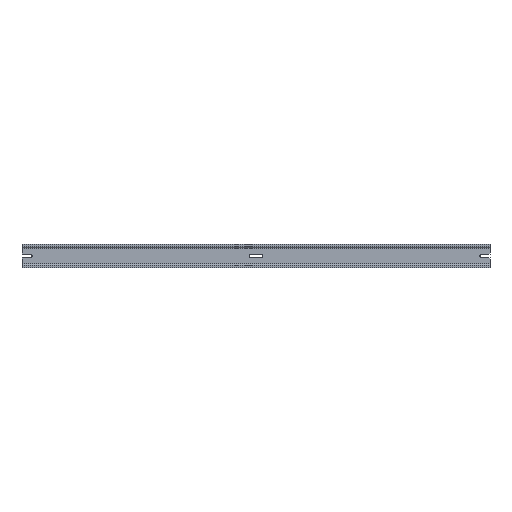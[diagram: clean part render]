
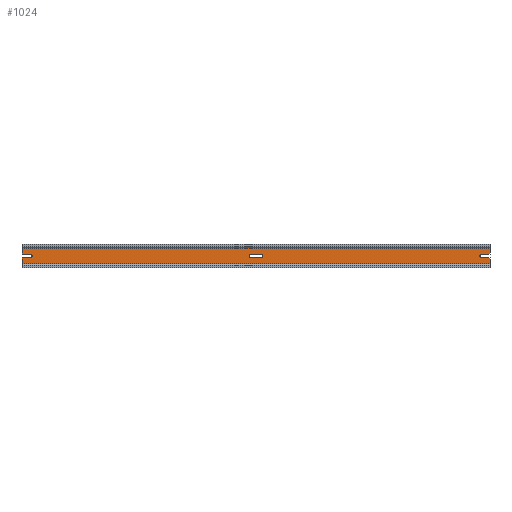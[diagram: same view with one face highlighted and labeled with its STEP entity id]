
A CAD part, top view. The second image highlights one B-rep face of the part: STEP entity #1024.
In plain terms, the highlighted planar face has unit normal (0, 0, 1).
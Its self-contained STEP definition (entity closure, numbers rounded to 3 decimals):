
#79=AXIS2_PLACEMENT_3D('Circle Axis2P3D',#77,#78,$) ;
#311=AXIS2_PLACEMENT_3D('Circle Axis2P3D',#309,#310,$) ;
#493=AXIS2_PLACEMENT_3D('Circle Axis2P3D',#491,#492,$) ;
#997=AXIS2_PLACEMENT_3D('Plane Axis2P3D',#994,#995,#996) ;
#1015=AXIS2_PLACEMENT_3D('Circle Axis2P3D',#1013,#1014,$) ;
#43=CARTESIAN_POINT('Vertex',(337.25,20.25,1.5)) ;
#57=CARTESIAN_POINT('Vertex',(351.75,20.25,1.5)) ;
#60=CARTESIAN_POINT('Line Origine',(344.5,20.25,1.5)) ;
#77=CARTESIAN_POINT('Axis2P3D Location',(351.75,17.5,1.5)) ;
#81=CARTESIAN_POINT('Vertex',(351.75,14.75,1.5)) ;
#119=CARTESIAN_POINT('Vertex',(337.25,14.75,1.5)) ;
#122=CARTESIAN_POINT('Line Origine',(344.5,14.75,1.5)) ;
#145=CARTESIAN_POINT('Vertex',(0.,20.25,1.5)) ;
#148=CARTESIAN_POINT('Line Origine',(0.,24.625,1.5)) ;
#152=CARTESIAN_POINT('Vertex',(0.,29.,1.5)) ;
#275=CARTESIAN_POINT('Vertex',(676.75,20.25,1.5)) ;
#289=CARTESIAN_POINT('Vertex',(689.,20.25,1.5)) ;
#292=CARTESIAN_POINT('Line Origine',(682.875,20.25,1.5)) ;
#309=CARTESIAN_POINT('Axis2P3D Location',(676.75,17.5,1.5)) ;
#313=CARTESIAN_POINT('Vertex',(676.75,14.75,1.5)) ;
#342=CARTESIAN_POINT('Line Origine',(682.875,14.75,1.5)) ;
#346=CARTESIAN_POINT('Vertex',(689.,14.75,1.5)) ;
#367=CARTESIAN_POINT('Vertex',(0.,14.75,1.5)) ;
#437=CARTESIAN_POINT('Vertex',(0.,6.,1.5)) ;
#440=CARTESIAN_POINT('Line Origine',(0.,10.375,1.5)) ;
#466=CARTESIAN_POINT('Vertex',(12.25,14.75,1.5)) ;
#474=CARTESIAN_POINT('Line Origine',(6.125,14.75,1.5)) ;
#491=CARTESIAN_POINT('Axis2P3D Location',(12.25,17.5,1.5)) ;
#495=CARTESIAN_POINT('Vertex',(12.25,20.25,1.5)) ;
#522=CARTESIAN_POINT('Line Origine',(6.125,20.25,1.5)) ;
#714=CARTESIAN_POINT('Line Origine',(344.5,6.,1.5)) ;
#718=CARTESIAN_POINT('Vertex',(689.,6.,1.5)) ;
#745=CARTESIAN_POINT('Line Origine',(344.5,29.,1.5)) ;
#749=CARTESIAN_POINT('Vertex',(689.,29.,1.5)) ;
#944=CARTESIAN_POINT('Line Origine',(689.,10.375,1.5)) ;
#974=CARTESIAN_POINT('Line Origine',(689.,24.625,1.5)) ;
#994=CARTESIAN_POINT('Axis2P3D Location',(0.,29.,1.5)) ;
#1013=CARTESIAN_POINT('Axis2P3D Location',(337.25,17.5,1.5)) ;
#61=DIRECTION('Vector Direction',(1.,0.,0.)) ;
#78=DIRECTION('Axis2P3D Direction',(0.,0.,1.)) ;
#123=DIRECTION('Vector Direction',(-1.,0.,0.)) ;
#149=DIRECTION('Vector Direction',(0.,-1.,0.)) ;
#293=DIRECTION('Vector Direction',(1.,0.,0.)) ;
#310=DIRECTION('Axis2P3D Direction',(0.,0.,1.)) ;
#343=DIRECTION('Vector Direction',(1.,0.,0.)) ;
#441=DIRECTION('Vector Direction',(0.,-1.,0.)) ;
#475=DIRECTION('Vector Direction',(-1.,0.,0.)) ;
#492=DIRECTION('Axis2P3D Direction',(0.,0.,1.)) ;
#523=DIRECTION('Vector Direction',(-1.,0.,0.)) ;
#715=DIRECTION('Vector Direction',(1.,0.,0.)) ;
#746=DIRECTION('Vector Direction',(1.,0.,0.)) ;
#945=DIRECTION('Vector Direction',(0.,-1.,0.)) ;
#975=DIRECTION('Vector Direction',(0.,-1.,0.)) ;
#995=DIRECTION('Axis2P3D Direction',(-0.,0.,1.)) ;
#996=DIRECTION('Axis2P3D XDirection',(0.,-1.,0.)) ;
#1014=DIRECTION('Axis2P3D Direction',(-0.,0.,1.)) ;
#62=VECTOR('Line Direction',#61,1.) ;
#124=VECTOR('Line Direction',#123,1.) ;
#150=VECTOR('Line Direction',#149,1.) ;
#294=VECTOR('Line Direction',#293,1.) ;
#344=VECTOR('Line Direction',#343,1.) ;
#442=VECTOR('Line Direction',#441,1.) ;
#476=VECTOR('Line Direction',#475,1.) ;
#524=VECTOR('Line Direction',#523,1.) ;
#716=VECTOR('Line Direction',#715,1.) ;
#747=VECTOR('Line Direction',#746,1.) ;
#946=VECTOR('Line Direction',#945,1.) ;
#976=VECTOR('Line Direction',#975,1.) ;
#1000=ORIENTED_EDGE('',*,*,#444,.T.) ;
#1001=ORIENTED_EDGE('',*,*,#720,.T.) ;
#1002=ORIENTED_EDGE('',*,*,#948,.F.) ;
#1003=ORIENTED_EDGE('',*,*,#348,.F.) ;
#1004=ORIENTED_EDGE('',*,*,#315,.F.) ;
#1005=ORIENTED_EDGE('',*,*,#296,.T.) ;
#1006=ORIENTED_EDGE('',*,*,#978,.F.) ;
#1007=ORIENTED_EDGE('',*,*,#751,.F.) ;
#1008=ORIENTED_EDGE('',*,*,#154,.T.) ;
#1009=ORIENTED_EDGE('',*,*,#526,.F.) ;
#1010=ORIENTED_EDGE('',*,*,#497,.F.) ;
#1011=ORIENTED_EDGE('',*,*,#478,.T.) ;
#1019=ORIENTED_EDGE('',*,*,#83,.F.) ;
#1020=ORIENTED_EDGE('',*,*,#126,.T.) ;
#1021=ORIENTED_EDGE('',*,*,#1017,.F.) ;
#1022=ORIENTED_EDGE('',*,*,#64,.T.) ;
#1023=FACE_BOUND('',#1018,.T.) ;
#1024=ADVANCED_FACE('Rail',(#1012,#1023),#998,.T.) ;
#80=CIRCLE('generated circle',#79,2.75) ;
#312=CIRCLE('generated circle',#311,2.75) ;
#494=CIRCLE('generated circle',#493,2.75) ;
#1016=CIRCLE('generated circle',#1015,2.75) ;
#64=EDGE_CURVE('',#44,#58,#63,.T.) ;
#83=EDGE_CURVE('',#82,#58,#80,.T.) ;
#126=EDGE_CURVE('',#82,#120,#125,.T.) ;
#154=EDGE_CURVE('',#153,#146,#151,.T.) ;
#296=EDGE_CURVE('',#276,#290,#295,.T.) ;
#315=EDGE_CURVE('',#276,#314,#312,.T.) ;
#348=EDGE_CURVE('',#314,#347,#345,.T.) ;
#444=EDGE_CURVE('',#368,#438,#443,.T.) ;
#478=EDGE_CURVE('',#467,#368,#477,.T.) ;
#497=EDGE_CURVE('',#467,#496,#494,.T.) ;
#526=EDGE_CURVE('',#496,#146,#525,.T.) ;
#720=EDGE_CURVE('',#438,#719,#717,.T.) ;
#751=EDGE_CURVE('',#153,#750,#748,.T.) ;
#948=EDGE_CURVE('',#347,#719,#947,.T.) ;
#978=EDGE_CURVE('',#750,#290,#977,.T.) ;
#1017=EDGE_CURVE('',#44,#120,#1016,.T.) ;
#999=EDGE_LOOP('',(#1000,#1001,#1002,#1003,#1004,#1005,#1006,#1007,#1008,#1009,#1010,#1011)) ;
#1018=EDGE_LOOP('',(#1019,#1020,#1021,#1022)) ;
#1012=FACE_OUTER_BOUND('',#999,.T.) ;
#63=LINE('Line',#60,#62) ;
#125=LINE('Line',#122,#124) ;
#151=LINE('Line',#148,#150) ;
#295=LINE('Line',#292,#294) ;
#345=LINE('Line',#342,#344) ;
#443=LINE('Line',#440,#442) ;
#477=LINE('Line',#474,#476) ;
#525=LINE('Line',#522,#524) ;
#717=LINE('Line',#714,#716) ;
#748=LINE('Line',#745,#747) ;
#947=LINE('Line',#944,#946) ;
#977=LINE('Line',#974,#976) ;
#998=PLANE('',#997) ;
#44=VERTEX_POINT('',#43) ;
#58=VERTEX_POINT('',#57) ;
#82=VERTEX_POINT('',#81) ;
#120=VERTEX_POINT('',#119) ;
#146=VERTEX_POINT('',#145) ;
#153=VERTEX_POINT('',#152) ;
#276=VERTEX_POINT('',#275) ;
#290=VERTEX_POINT('',#289) ;
#314=VERTEX_POINT('',#313) ;
#347=VERTEX_POINT('',#346) ;
#368=VERTEX_POINT('',#367) ;
#438=VERTEX_POINT('',#437) ;
#467=VERTEX_POINT('',#466) ;
#496=VERTEX_POINT('',#495) ;
#719=VERTEX_POINT('',#718) ;
#750=VERTEX_POINT('',#749) ;
